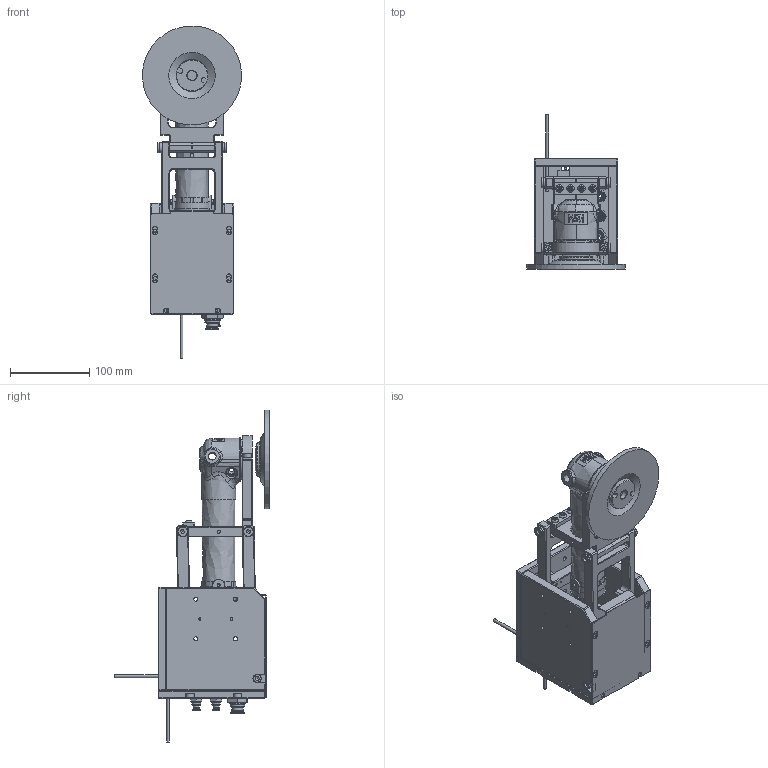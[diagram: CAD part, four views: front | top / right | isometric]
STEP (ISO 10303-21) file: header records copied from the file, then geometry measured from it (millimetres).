
FILE_DESCRIPTION (( 'STEP AP214' ), '1' );
FILE_NAME ('PC900_1140620.STEP', '2025-06-20T06:25:50', ( '' ), ( '' ), 'SwSTEP 2.0', 'SolidWorks 2022', '' );
FILE_SCHEMA (( 'AUTOMOTIVE_DESIGN' ));
Length unit declared in the file: millimetre
Products named in the file (1): PC900_1140620
Bounding box: 124.71 x 195 x 418.35 mm (x, y, z)
Surface area: 296964.3 mm2 (no closed solid volume)
Topology: 0 solids, 99 shells, 1023 faces, 3146 edges, 2131 vertices
Faces by surface type: plane 599, cylinder 148, bspline 148, cone 94, torus 34
Full cylindrical faces by diameter (mm): 2.5 x2, 3 x8, 3.2 x1, 3.9 x1, 4 x2, 4.2 x5, 5 x22, 7.5 x4, 9.9 x2, 10 x17, 10.8 x2, 11 x8, 12 x2, 12.5 x4, 13 x8, 14.3 x2, 16.8 x2, 17 x1, 17.5 x1, 18.5 x1, 20 x1
Entity records: 44027 total; most frequent: CARTESIAN_POINT 17893, DIRECTION 5080, ORIENTED_EDGE 4808, EDGE_CURVE 2859, VERTEX_POINT 2051, AXIS2_PLACEMENT_3D 1724, VECTOR 1632, LINE 1632
